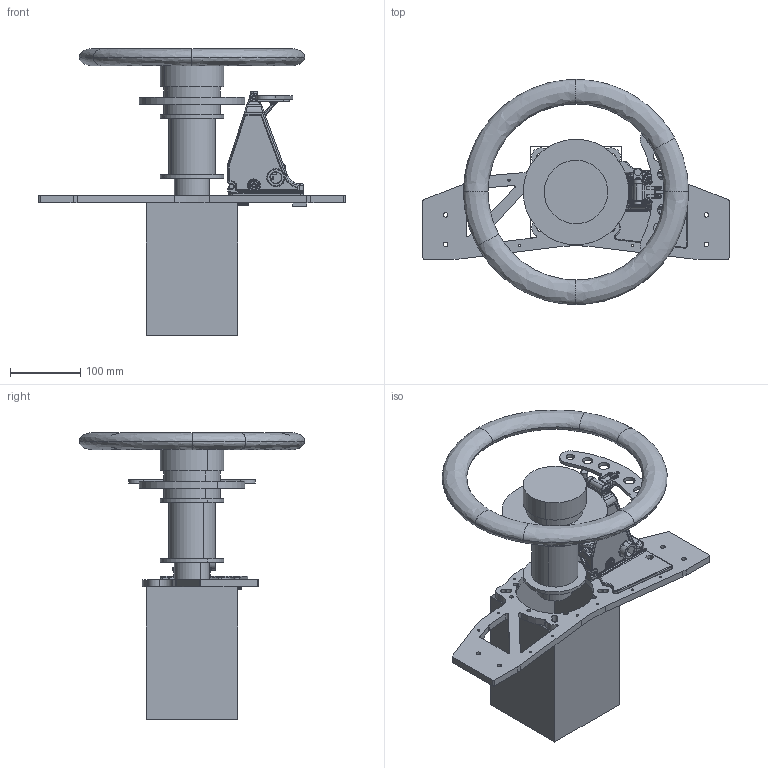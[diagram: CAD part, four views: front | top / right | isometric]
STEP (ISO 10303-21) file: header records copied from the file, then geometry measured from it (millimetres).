
FILE_DESCRIPTION(('CATIA V5 STEP','CAx-IF Rec.Pracs.--- Model Styling and Organization---1.4--- 2014-01-23','CAx-IF Rec.Pracs.---3D Tessellated Data Validation Properties---0.5---2014-09-14'),'2;1');
FILE_NAME('WRC_PUSH-PULL-PADDLE.stp','2020-02-07T10:38:35+00:00',('none'),('none'),'CATIA Version 5-6 Release 2018 SP3 HF27','CATIA V5 STEP AP242','none');
FILE_SCHEMA(('AP242_MANAGED_MODEL_BASED_3D_ENGINEERING_MIM_LF {1 0 10303 442 1 1 4}'));
Products named in the file (1): WRC_Push-Pull-Paddle
Bounding box: 435 x 320 x 407 mm (x, y, z)
Volume: 1716973.4 mm3; surface area: 582393 mm2
Topology: 25 solids, 28 shells, 2785 faces, 6952 edges, 4106 vertices
Faces by surface type: cylinder 981, bspline 653, plane 473, torus 467, cone 146, sphere 65
Entity records: 116304 total; most frequent: CARTESIAN_POINT 59362, ORIENTED_EDGE 13616, DIRECTION 8209, EDGE_CURVE 6813, AXIS2_PLACEMENT_3D 4446, VERTEX_POINT 4106, EDGE_LOOP 2972, ADVANCED_FACE 2785
